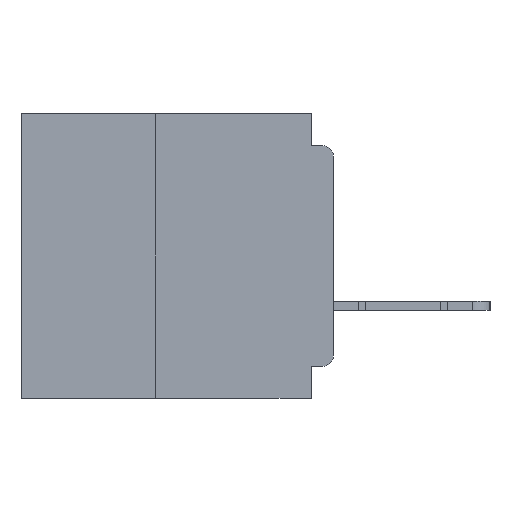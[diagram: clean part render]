
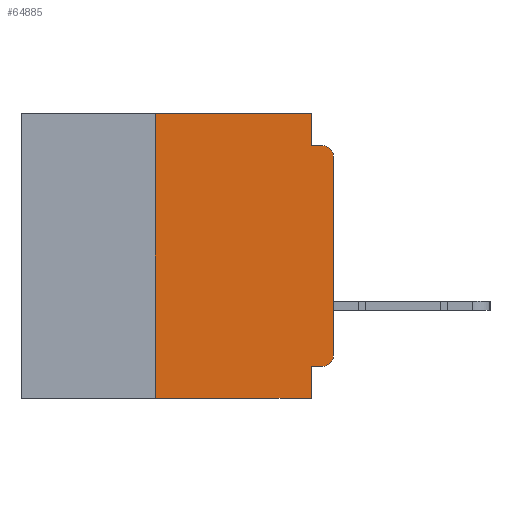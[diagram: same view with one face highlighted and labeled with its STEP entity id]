
A CAD part, left-side view. The second image highlights one B-rep face of the part: STEP entity #64885.
In plain terms, the highlighted planar face has unit normal (-1, 0, 0).
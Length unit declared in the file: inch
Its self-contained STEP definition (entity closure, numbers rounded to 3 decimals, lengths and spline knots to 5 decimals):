
#244 = VERTEX_POINT ( 'NONE', #43934 ) ;
#454 = CARTESIAN_POINT ( 'NONE',  ( 0., 0., 0. ) ) ;
#832 = VECTOR ( 'NONE', #16369, 39.37008 ) ;
#1197 = DIRECTION ( 'NONE',  ( -1., 0., 0. ) ) ;
#3553 = ORIENTED_EDGE ( 'NONE', *, *, #57861, .F. ) ;
#4017 = ORIENTED_EDGE ( 'NONE', *, *, #30092, .F. ) ;
#5849 = CARTESIAN_POINT ( 'NONE',  ( 0., 0., -0.355 ) ) ;
#6737 = EDGE_CURVE ( 'NONE', #37644, #15827, #64722, .T. ) ;
#7205 = VERTEX_POINT ( 'NONE', #37864 ) ;
#7412 = CARTESIAN_POINT ( 'NONE',  ( 0., 0.031, -0.355 ) ) ;
#9664 = VECTOR ( 'NONE', #46717, 39.37008 ) ;
#9959 = ORIENTED_EDGE ( 'NONE', *, *, #38036, .T. ) ;
#10169 = VECTOR ( 'NONE', #26767, 39.37008 ) ;
#11260 = LINE ( 'NONE', #454, #9664 ) ;
#11982 = EDGE_CURVE ( 'NONE', #54648, #43967, #27868, .T. ) ;
#12462 = LINE ( 'NONE', #5849, #63852 ) ;
#13204 = DIRECTION ( 'NONE',  ( 0., 0., -1. ) ) ;
#13583 = ORIENTED_EDGE ( 'NONE', *, *, #17340, .T. ) ;
#13612 = CARTESIAN_POINT ( 'NONE',  ( 0., 0., -0.06 ) ) ;
#13762 = LINE ( 'NONE', #50447, #51509 ) ;
#14307 = AXIS2_PLACEMENT_3D ( 'NONE', #21255, #57126, #26486 ) ;
#15150 = VECTOR ( 'NONE', #46691, 39.37008 ) ;
#15701 = DIRECTION ( 'NONE',  ( 0., 0., -1. ) ) ;
#15827 = VERTEX_POINT ( 'NONE', #38082 ) ;
#16369 = DIRECTION ( 'NONE',  ( 0., -1., 0. ) ) ;
#16509 = FACE_OUTER_BOUND ( 'NONE', #48733, .T. ) ;
#16549 = CARTESIAN_POINT ( 'NONE',  ( 0., 0.031, 0. ) ) ;
#16769 = LINE ( 'NONE', #31294, #15150 ) ;
#16837 = CARTESIAN_POINT ( 'NONE',  ( 0., 0., -0.34 ) ) ;
#17080 = DIRECTION ( 'NONE',  ( 0., -1., 0. ) ) ;
#17340 = EDGE_CURVE ( 'NONE', #60614, #60979, #64073, .T. ) ;
#17384 = CARTESIAN_POINT ( 'NONE',  ( 0., 0.015, -0.355 ) ) ;
#20857 = EDGE_CURVE ( 'NONE', #36957, #7205, #51150, .T. ) ;
#21255 = CARTESIAN_POINT ( 'NONE',  ( 0., 0.015, -0.06 ) ) ;
#22173 = CARTESIAN_POINT ( 'NONE',  ( 0., 0.031, 0. ) ) ;
#23696 = ORIENTED_EDGE ( 'NONE', *, *, #11982, .T. ) ;
#24113 = LINE ( 'NONE', #47822, #54092 ) ;
#26486 = DIRECTION ( 'NONE',  ( 0., 0., -1. ) ) ;
#26767 = DIRECTION ( 'NONE',  ( 0., 0., -1. ) ) ;
#27868 = CIRCLE ( 'NONE', #59526, 0.015 ) ;
#30092 = EDGE_CURVE ( 'NONE', #35469, #36957, #24113, .T. ) ;
#31294 = CARTESIAN_POINT ( 'NONE',  ( 0., 0.437, -0.4 ) ) ;
#32055 = CARTESIAN_POINT ( 'NONE',  ( 0., 0.015, -0.34 ) ) ;
#34453 = EDGE_CURVE ( 'NONE', #244, #35469, #13762, .T. ) ;
#35469 = VERTEX_POINT ( 'NONE', #44252 ) ;
#35769 = EDGE_CURVE ( 'NONE', #43967, #60614, #11260, .T. ) ;
#36181 = PLANE ( 'NONE',  #46796 ) ;
#36957 = VERTEX_POINT ( 'NONE', #22173 ) ;
#36966 = CARTESIAN_POINT ( 'NONE',  ( 0., 0.015, -0.045 ) ) ;
#37178 = DIRECTION ( 'NONE',  ( 0., 0., -1. ) ) ;
#37644 = VERTEX_POINT ( 'NONE', #7412 ) ;
#37864 = CARTESIAN_POINT ( 'NONE',  ( 0., 0.031, -0.045 ) ) ;
#38036 = EDGE_CURVE ( 'NONE', #244, #15827, #16769, .T. ) ;
#38082 = CARTESIAN_POINT ( 'NONE',  ( 0., 0.031, -0.4 ) ) ;
#39029 = CARTESIAN_POINT ( 'NONE',  ( 0., 0.031, -0.4 ) ) ;
#39995 = ORIENTED_EDGE ( 'NONE', *, *, #20857, .F. ) ;
#41307 = CARTESIAN_POINT ( 'NONE',  ( 0., 0.437, 0. ) ) ;
#41833 = LINE ( 'NONE', #62400, #832 ) ;
#43934 = CARTESIAN_POINT ( 'NONE',  ( 0., 0.25, -0.4 ) ) ;
#43967 = VERTEX_POINT ( 'NONE', #16837 ) ;
#44252 = CARTESIAN_POINT ( 'NONE',  ( 0., 0.25, 0. ) ) ;
#45472 = EDGE_CURVE ( 'NONE', #7205, #60979, #41833, .T. ) ;
#46462 = DIRECTION ( 'NONE',  ( 1., 0., 0. ) ) ;
#46691 = DIRECTION ( 'NONE',  ( 0., -1., 0. ) ) ;
#46717 = DIRECTION ( 'NONE',  ( 0., 0., 1. ) ) ;
#46796 = AXIS2_PLACEMENT_3D ( 'NONE', #41307, #46462, #15701 ) ;
#47822 = CARTESIAN_POINT ( 'NONE',  ( 0., 0.437, 0. ) ) ;
#48733 = EDGE_LOOP ( 'NONE', ( #66034, #13583, #63679, #39995, #4017, #57460, #9959, #66245, #3553, #23696 ) ) ;
#50447 = CARTESIAN_POINT ( 'NONE',  ( 0., 0.25, -0.4 ) ) ;
#51150 = LINE ( 'NONE', #16549, #10169 ) ;
#51509 = VECTOR ( 'NONE', #55592, 39.37008 ) ;
#54092 = VECTOR ( 'NONE', #17080, 39.37008 ) ;
#54648 = VERTEX_POINT ( 'NONE', #17384 ) ;
#55592 = DIRECTION ( 'NONE',  ( 0., 0., 1. ) ) ;
#57126 = DIRECTION ( 'NONE',  ( -1., 0., 0. ) ) ;
#57460 = ORIENTED_EDGE ( 'NONE', *, *, #34453, .F. ) ;
#57861 = EDGE_CURVE ( 'NONE', #54648, #37644, #12462, .T. ) ;
#59526 = AXIS2_PLACEMENT_3D ( 'NONE', #32055, #1197, #37178 ) ;
#60614 = VERTEX_POINT ( 'NONE', #13612 ) ;
#60979 = VERTEX_POINT ( 'NONE', #36966 ) ;
#62400 = CARTESIAN_POINT ( 'NONE',  ( 0., 0., -0.045 ) ) ;
#62460 = DIRECTION ( 'NONE',  ( 0., 1., 0. ) ) ;
#63128 = VECTOR ( 'NONE', #13204, 39.37008 ) ;
#63679 = ORIENTED_EDGE ( 'NONE', *, *, #45472, .F. ) ;
#63852 = VECTOR ( 'NONE', #62460, 39.37008 ) ;
#64073 = CIRCLE ( 'NONE', #14307, 0.015 ) ;
#64722 = LINE ( 'NONE', #39029, #63128 ) ;
#64885 = ADVANCED_FACE ( 'NONE', ( #16509 ), #36181, .F. ) ;
#66034 = ORIENTED_EDGE ( 'NONE', *, *, #35769, .T. ) ;
#66245 = ORIENTED_EDGE ( 'NONE', *, *, #6737, .F. ) ;
